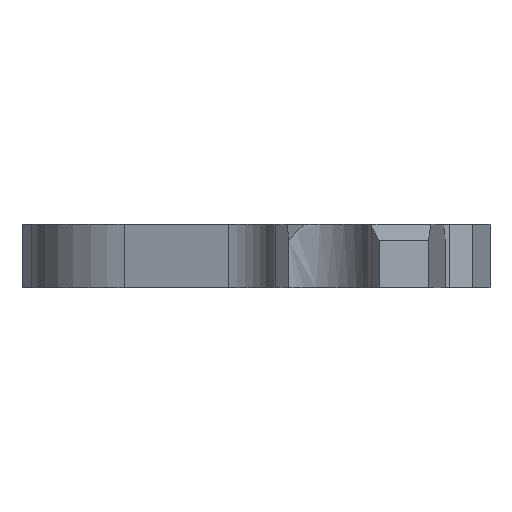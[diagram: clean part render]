
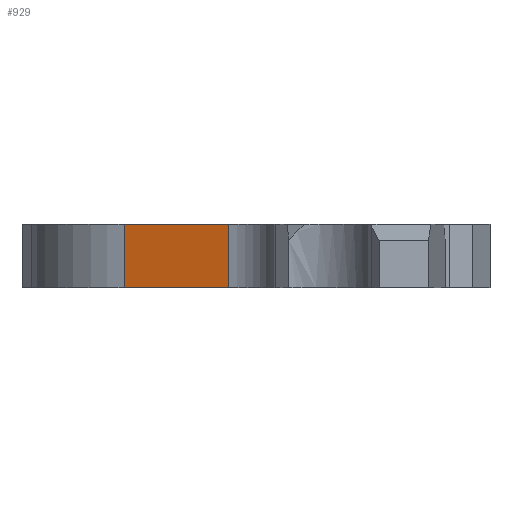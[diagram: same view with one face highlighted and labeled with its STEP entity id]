
A CAD part, left-side view. The second image highlights one B-rep face of the part: STEP entity #929.
In plain terms, the highlighted free-form (B-spline) face has degree [1, 1] with [2, 2] control points.
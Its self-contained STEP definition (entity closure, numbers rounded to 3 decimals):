
#902 = VERTEX_POINT('',#903);
#903 = CARTESIAN_POINT('',(-10.491,13.839,
    -1.603));
#909 = EDGE_CURVE('',#910,#902,#912,.T.);
#910 = VERTEX_POINT('',#911);
#911 = CARTESIAN_POINT('',(-10.491,13.839,
    1.603));
#912 = B_SPLINE_CURVE_WITH_KNOTS('',1,(#913,#914),.UNSPECIFIED.,.F.,.F.,
  (2,2),(-0.,3.023),.PIECEWISE_BEZIER_KNOTS.);
#913 = CARTESIAN_POINT('',(-10.491,13.839,
    1.603));
#914 = CARTESIAN_POINT('',(-10.491,13.839,
    -1.603));
#929 = ADVANCED_FACE('',(#930),#952,.F.);
#930 = FACE_BOUND('',#931,.T.);
#931 = EDGE_LOOP('',(#932,#939,#946,#951));
#932 = ORIENTED_EDGE('',*,*,#933,.T.);
#933 = EDGE_CURVE('',#902,#934,#936,.T.);
#934 = VERTEX_POINT('',#935);
#935 = CARTESIAN_POINT('',(-12.078,8.566,-1.603
    ));
#936 = B_SPLINE_CURVE_WITH_KNOTS('',1,(#937,#938),.UNSPECIFIED.,.F.,.F.,
  (2,2),(-9.643,-4.451),.PIECEWISE_BEZIER_KNOTS.);
#937 = CARTESIAN_POINT('',(-10.491,13.839,
    -1.603));
#938 = CARTESIAN_POINT('',(-12.078,8.566,-1.603
    ));
#939 = ORIENTED_EDGE('',*,*,#940,.F.);
#940 = EDGE_CURVE('',#941,#934,#943,.T.);
#941 = VERTEX_POINT('',#942);
#942 = CARTESIAN_POINT('',(-12.078,8.566,1.603)
  );
#943 = B_SPLINE_CURVE_WITH_KNOTS('',1,(#944,#945),.UNSPECIFIED.,.F.,.F.,
  (2,2),(-0.,3.023),.PIECEWISE_BEZIER_KNOTS.);
#944 = CARTESIAN_POINT('',(-12.078,8.566,1.603)
  );
#945 = CARTESIAN_POINT('',(-12.078,8.566,-1.603
    ));
#946 = ORIENTED_EDGE('',*,*,#947,.F.);
#947 = EDGE_CURVE('',#910,#941,#948,.T.);
#948 = B_SPLINE_CURVE_WITH_KNOTS('',1,(#949,#950),.UNSPECIFIED.,.F.,.F.,
  (2,2),(-9.643,-4.451),.PIECEWISE_BEZIER_KNOTS.);
#949 = CARTESIAN_POINT('',(-10.491,13.839,
    1.603));
#950 = CARTESIAN_POINT('',(-12.078,8.566,1.603)
  );
#951 = ORIENTED_EDGE('',*,*,#909,.T.);
#952 = B_SPLINE_SURFACE_WITH_KNOTS('',1,1,(
    (#953,#954)
    ,(#955,#956
    )),.UNSPECIFIED.,.F.,.F.,.F.,(2,2),(2,2),(4.451,
    9.643),(-3.023,0.),.PIECEWISE_BEZIER_KNOTS.);
#953 = CARTESIAN_POINT('',(-12.078,8.566,-1.603
    ));
#954 = CARTESIAN_POINT('',(-12.078,8.566,1.603)
  );
#955 = CARTESIAN_POINT('',(-10.491,13.839,
    -1.603));
#956 = CARTESIAN_POINT('',(-10.491,13.839,
    1.603));
